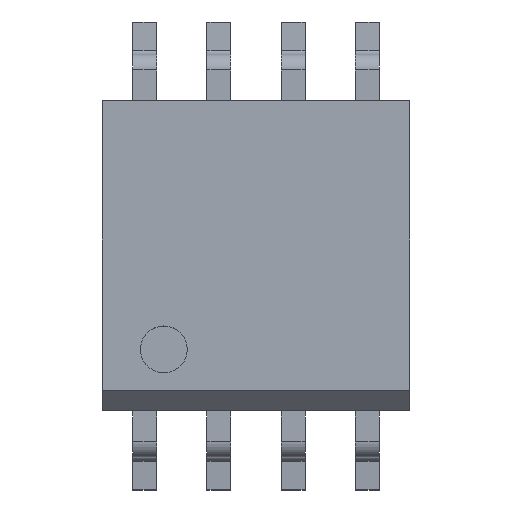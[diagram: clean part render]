
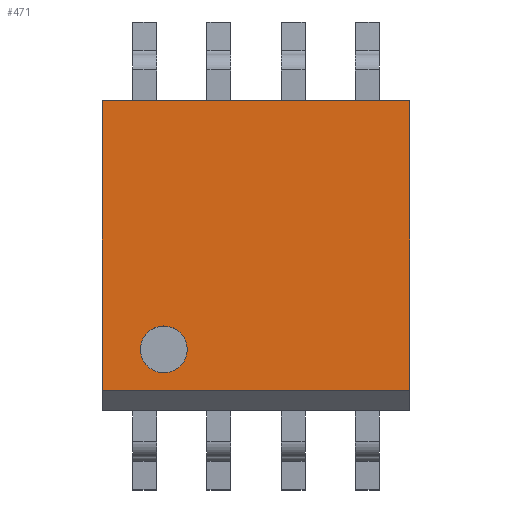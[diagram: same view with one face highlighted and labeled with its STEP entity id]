
A CAD part, top view. The second image highlights one B-rep face of the part: STEP entity #471.
In plain terms, the highlighted planar face has unit normal (0, 0, 1).
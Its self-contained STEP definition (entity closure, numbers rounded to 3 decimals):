
#24 = VERTEX_POINT('',#25);
#25 = CARTESIAN_POINT('',(-1.176,-1.601,2.58));
#31 = EDGE_CURVE('',#32,#24,#34,.T.);
#32 = VERTEX_POINT('',#33);
#33 = CARTESIAN_POINT('',(-1.976,-1.601,2.58));
#34 = CIRCLE('',#35,0.4);
#35 = AXIS2_PLACEMENT_3D('',#36,#37,#38);
#36 = CARTESIAN_POINT('',(-1.576,-1.601,2.58));
#37 = DIRECTION('',(0.,0.,1.));
#38 = DIRECTION('',(1.,0.,0.));
#239 = EDGE_CURVE('',#240,#242,#244,.T.);
#240 = VERTEX_POINT('',#241);
#241 = CARTESIAN_POINT('',(2.625,-2.3,2.58));
#242 = VERTEX_POINT('',#243);
#243 = CARTESIAN_POINT('',(2.625,2.65,2.58));
#244 = LINE('',#245,#246);
#245 = CARTESIAN_POINT('',(2.625,2.65,2.58));
#246 = VECTOR('',#247,1.);
#247 = DIRECTION('',(0.,1.,0.));
#423 = VERTEX_POINT('',#424);
#424 = CARTESIAN_POINT('',(-2.625,2.65,2.58));
#430 = EDGE_CURVE('',#242,#423,#431,.T.);
#431 = LINE('',#432,#433);
#432 = CARTESIAN_POINT('',(2.625,2.65,2.58));
#433 = VECTOR('',#434,1.);
#434 = DIRECTION('',(-1.,0.,0.));
#447 = VERTEX_POINT('',#448);
#448 = CARTESIAN_POINT('',(-2.625,-2.3,2.58));
#454 = EDGE_CURVE('',#423,#447,#455,.T.);
#455 = LINE('',#456,#457);
#456 = CARTESIAN_POINT('',(-2.625,2.65,2.58));
#457 = VECTOR('',#458,1.);
#458 = DIRECTION('',(0.,-1.,0.));
#471 = ADVANCED_FACE('',(#472,#482),#493,.T.);
#472 = FACE_BOUND('',#473,.T.);
#473 = EDGE_LOOP('',(#474,#481));
#474 = ORIENTED_EDGE('',*,*,#475,.F.);
#475 = EDGE_CURVE('',#24,#32,#476,.T.);
#476 = CIRCLE('',#477,0.4);
#477 = AXIS2_PLACEMENT_3D('',#478,#479,#480);
#478 = CARTESIAN_POINT('',(-1.576,-1.601,2.58));
#479 = DIRECTION('',(0.,0.,1.));
#480 = DIRECTION('',(1.,0.,0.));
#481 = ORIENTED_EDGE('',*,*,#31,.F.);
#482 = FACE_BOUND('',#483,.T.);
#483 = EDGE_LOOP('',(#484,#485,#491,#492));
#484 = ORIENTED_EDGE('',*,*,#454,.T.);
#485 = ORIENTED_EDGE('',*,*,#486,.T.);
#486 = EDGE_CURVE('',#447,#240,#487,.T.);
#487 = LINE('',#488,#489);
#488 = CARTESIAN_POINT('',(2.625,-2.3,2.58));
#489 = VECTOR('',#490,1.);
#490 = DIRECTION('',(1.,0.,0.));
#491 = ORIENTED_EDGE('',*,*,#239,.T.);
#492 = ORIENTED_EDGE('',*,*,#430,.T.);
#493 = PLANE('',#494);
#494 = AXIS2_PLACEMENT_3D('',#495,#496,#497);
#495 = CARTESIAN_POINT('',(-2.625,-2.65,2.58));
#496 = DIRECTION('',(0.,0.,1.));
#497 = DIRECTION('',(1.,0.,0.));
